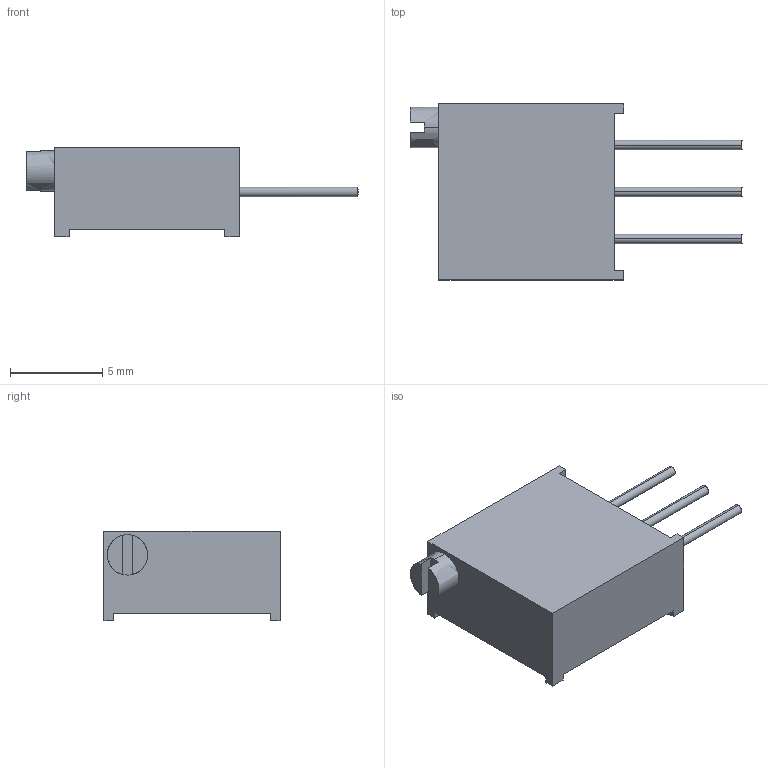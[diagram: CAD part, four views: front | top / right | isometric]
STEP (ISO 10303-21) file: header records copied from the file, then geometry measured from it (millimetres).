
FILE_DESCRIPTION(/* description */ (''),/* implementation_level */ '2;1');
FILE_NAME(/* name */ '3296W~1',/* time_stamp */ '2017-04-03T19:10:05+03:00',/* author */ (''),/* organization */ (''),/* preprocessor_version */ 'ST-DEVELOPER v15',/* originating_system */ '',/* authorisation */ '');
FILE_SCHEMA (('AUTOMOTIVE_DESIGN'));
Length unit declared in the file: inch
Products named in the file (1): Document
Bounding box: 17.96 x 9.53 x 4.83 mm (x, y, z)
Surface area: 410.8 mm2 (no closed solid volume)
Topology: 0 solids, 36 shells, 36 faces, 180 edges, 180 vertices
Faces by surface type: plane 28, bspline 8
Entity records: 2119 total; most frequent: CARTESIAN_POINT 818, ORIENTED_EDGE 180, EDGE_CURVE 180, VERTEX_POINT 180, B_SPLINE_CURVE_WITH_KNOTS 140, EDGE_LOOP 40, COLOUR_RGB 36, FILL_AREA_STYLE_COLOUR 36
